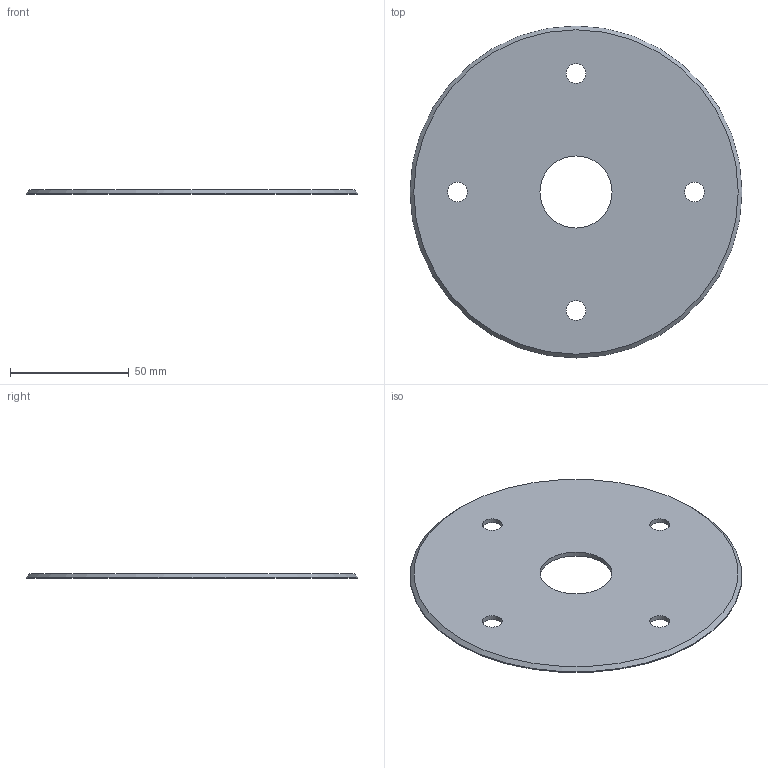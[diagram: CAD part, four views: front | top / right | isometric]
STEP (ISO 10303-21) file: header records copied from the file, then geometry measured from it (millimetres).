
FILE_DESCRIPTION(/* description */ ('STEP AP214'),/* implementation_level */ '2;1');
FILE_NAME(/* name */ '6570e85c48fc2760bbd3afce',/* time_stamp */ '2023-12-06T21:32:13Z',/* author */ (''),/* organization */ (''),/* preprocessor_version */ 'ST-DEVELOPER v19.4',/* originating_system */ ' ',/* authorisation */ ' ');
FILE_SCHEMA (('AUTOMOTIVE_DESIGN {1 0 10303 214 3 1 1}'));
Length unit declared in the file: metre
Products named in the file (1): Part 1
Bounding box: 140 x 140 x 2 mm (x, y, z)
Volume: 28333.9 mm3; surface area: 29758.8 mm2
Topology: 1 solids, 1 shells, 9 faces, 20 edges, 13 vertices
Faces by surface type: cylinder 6, plane 2, cone 1
Full cylindrical faces by diameter (mm): 8.4 x4, 30.4 x1, 140 x1
Entity records: 274 total; most frequent: DIRECTION 46, CARTESIAN_POINT 36, ORIENTED_EDGE 26, EDGE_LOOP 26, FACE_BOUND 26, AXIS2_PLACEMENT_3D 23, EDGE_CURVE 13, VERTEX_POINT 13
